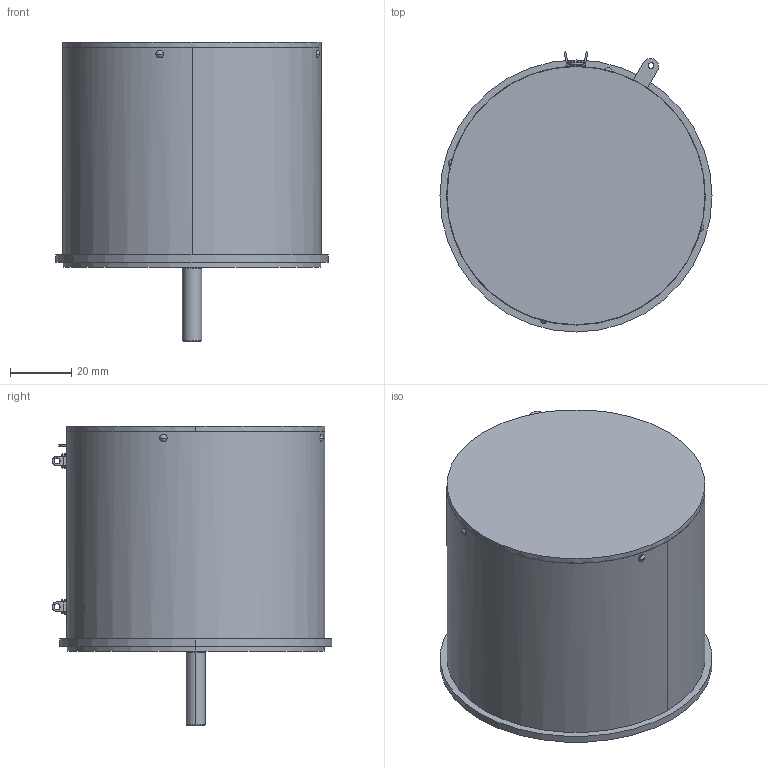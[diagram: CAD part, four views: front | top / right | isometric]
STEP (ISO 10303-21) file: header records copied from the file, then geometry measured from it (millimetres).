
FILE_DESCRIPTION((''),'2;1');
FILE_NAME('2-22-4_SW0001','2015-06-16T',('bmozley'),(''),'CREO PARAMETRIC BY PTC INC, 2015080','CREO PARAMETRIC BY PTC INC, 2015080','');
FILE_SCHEMA(('CONFIG_CONTROL_DESIGN'));
Length unit declared in the file: inch
Products named in the file (1): 2-22-4_SW0001
Bounding box: 88.9 x 91.4 x 97.79 mm (x, y, z)
Volume: 381940.6 mm3; surface area: 70954 mm2
Topology: 2 solids, 2 shells, 520 faces, 1295 edges, 804 vertices
Faces by surface type: plane 194, cylinder 159, bspline 119, cone 23, torus 15, sphere 8, revolution 2
Entity records: 37500 total; most frequent: CARTESIAN_POINT 25947, ORIENTED_EDGE 2556, DIRECTION 2043, EDGE_CURVE 1278, VERTEX_POINT 804, AXIS2_PLACEMENT_3D 757, EDGE_LOOP 608, VECTOR 527
